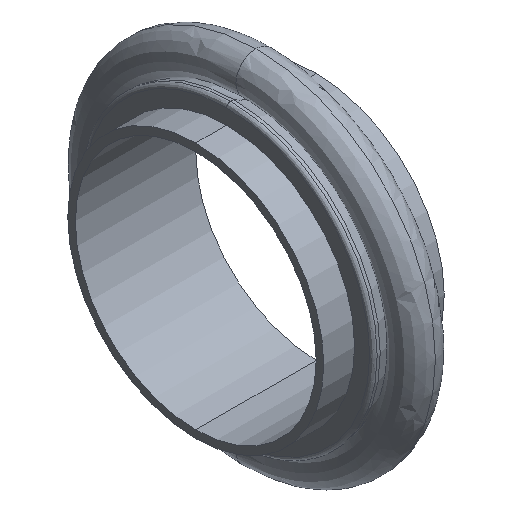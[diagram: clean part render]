
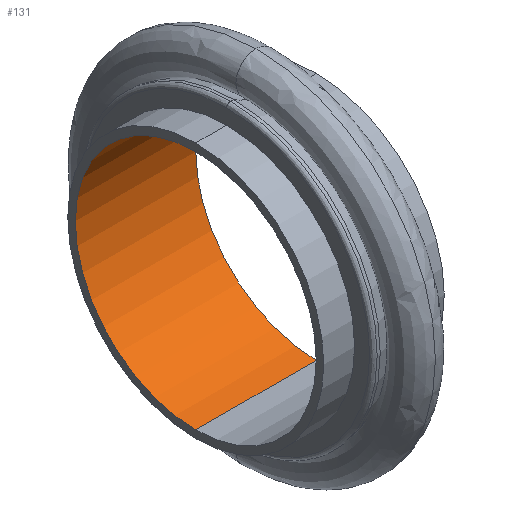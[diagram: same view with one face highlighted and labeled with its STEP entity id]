
A CAD part, isometric view. The second image highlights one B-rep face of the part: STEP entity #131.
In plain terms, the highlighted cylindrical face has radius 8 mm (diameter 16 mm), a partial arc.
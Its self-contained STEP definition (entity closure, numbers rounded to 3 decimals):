
#131=ADVANCED_FACE('',(#331),#330,.F.);
#330=CYLINDRICAL_SURFACE('',#588,8.);
#331=FACE_OUTER_BOUND('',#589,.T.);
#585=CARTESIAN_POINT('',(0.,0.,0.));
#586=DIRECTION('',(1.,0.,0.));
#587=DIRECTION('',(0.,0.,1.));
#588=AXIS2_PLACEMENT_3D('',#585,#586,#587);
#589=EDGE_LOOP('',(#770,#771,#772,#773));
#770=ORIENTED_EDGE('',*,*,#804,.F.);
#771=ORIENTED_EDGE('',*,*,#828,.F.);
#772=ORIENTED_EDGE('',*,*,#801,.T.);
#773=ORIENTED_EDGE('',*,*,#829,.T.);
#801=EDGE_CURVE('',#909,#908,#916,.T.);
#804=EDGE_CURVE('',#936,#937,#938,.T.);
#828=EDGE_CURVE('',#909,#936,#1090,.T.);
#829=EDGE_CURVE('',#908,#937,#1096,.T.);
#908=VERTEX_POINT('',#1204);
#909=VERTEX_POINT('',#1205);
#916=CIRCLE('',#1213,8.);
#936=VERTEX_POINT('',#1224);
#937=VERTEX_POINT('',#1225);
#938=CIRCLE('',#1229,8.);
#1090=(BOUNDED_CURVE() B_SPLINE_CURVE(1,(#1310,#1311),.UNSPECIFIED.,.F.,.F.) B_SPLINE_CURVE_WITH_KNOTS((2,2),(0.083,0.917),.UNSPECIFIED.) CURVE() GEOMETRIC_REPRESENTATION_ITEM() RATIONAL_B_SPLINE_CURVE((1.,1.)) REPRESENTATION_ITEM('') );
#1096=(BOUNDED_CURVE() B_SPLINE_CURVE(1,(#1312,#1313),.UNSPECIFIED.,.F.,.F.) B_SPLINE_CURVE_WITH_KNOTS((2,2),(0.083,0.917),.UNSPECIFIED.) CURVE() GEOMETRIC_REPRESENTATION_ITEM() RATIONAL_B_SPLINE_CURVE((0.75,0.75)) REPRESENTATION_ITEM('') );
#1204=CARTESIAN_POINT('',(-4.,0.,-8.));
#1205=CARTESIAN_POINT('',(-4.,0.,8.));
#1210=CARTESIAN_POINT('',(-4.,0.,0.));
#1211=DIRECTION('',(-1.,0.,0.));
#1212=DIRECTION('',(0.,0.,1.));
#1213=AXIS2_PLACEMENT_3D('',#1210,#1211,#1212);
#1224=CARTESIAN_POINT('',(4.,0.,8.));
#1225=CARTESIAN_POINT('',(4.,0.,-8.));
#1226=CARTESIAN_POINT('',(4.,0.,0.));
#1227=DIRECTION('',(-1.,0.,0.));
#1228=DIRECTION('',(0.,0.,1.));
#1229=AXIS2_PLACEMENT_3D('',#1226,#1227,#1228);
#1310=CARTESIAN_POINT('',(-4.,0.,8.));
#1311=CARTESIAN_POINT('',(4.,0.,8.));
#1312=CARTESIAN_POINT('',(-4.,0.,-8.));
#1313=CARTESIAN_POINT('',(4.,0.,-8.));
